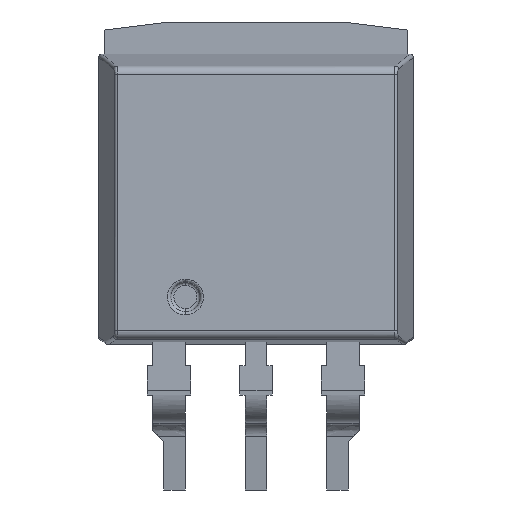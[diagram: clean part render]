
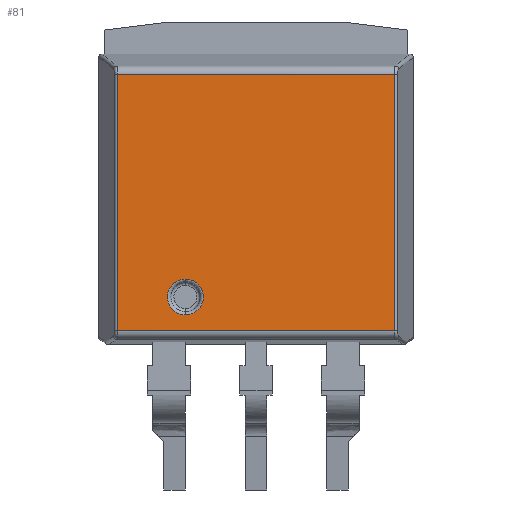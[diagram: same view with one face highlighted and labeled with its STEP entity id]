
A CAD part, top view. The second image highlights one B-rep face of the part: STEP entity #81.
In plain terms, the highlighted planar face has unit normal (0, 0.007, 1).
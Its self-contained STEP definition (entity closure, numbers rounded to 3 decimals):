
#68=FACE_BOUND('',#528,.T.);
#81=ADVANCED_FACE('',(#304,#68),#3524,.T.);
#304=FACE_OUTER_BOUND('',#527,.T.);
#527=EDGE_LOOP('',(#785,#786,#787,#788));
#528=EDGE_LOOP('',(#789,#790));
#785=ORIENTED_EDGE('',*,*,#1894,.F.);
#786=ORIENTED_EDGE('',*,*,#1893,.F.);
#787=ORIENTED_EDGE('',*,*,#1891,.T.);
#788=ORIENTED_EDGE('',*,*,#1892,.F.);
#789=ORIENTED_EDGE('',*,*,#2026,.F.);
#790=ORIENTED_EDGE('',*,*,#2021,.F.);
#1891=EDGE_CURVE('',#3020,#3019,#2537,.T.);
#1892=EDGE_CURVE('',#3021,#3019,#2538,.T.);
#1893=EDGE_CURVE('',#3020,#3022,#2539,.T.);
#1894=EDGE_CURVE('',#3022,#3021,#2540,.T.);
#2021=EDGE_CURVE('',#3083,#3088,#2519,.T.);
#2026=EDGE_CURVE('',#3088,#3083,#2524,.T.);
#2519=(
BOUNDED_CURVE()
B_SPLINE_CURVE(3,(#4834,#4835,#4836,#4837,#4838,#4839,#4840,#4841,#4842,
#4843,#4844,#4845,#4846),.UNSPECIFIED.,.F.,.F.)
B_SPLINE_CURVE_WITH_KNOTS((4,3,3,3,4),(0.,0.44,0.879,
1.319,1.759),.UNSPECIFIED.)
CURVE()
GEOMETRIC_REPRESENTATION_ITEM()
RATIONAL_B_SPLINE_CURVE((1.,1.,1.,1.,1.,1.,1.,1.,1.,1.,1.,
1.,1.))
REPRESENTATION_ITEM('')
);
#2524=(
BOUNDED_CURVE()
B_SPLINE_CURVE(3,(#4867,#4868,#4869,#4870,#4871,#4872,#4873,#4874,#4875,
#4876,#4877,#4878,#4879),.UNSPECIFIED.,.F.,.F.)
B_SPLINE_CURVE_WITH_KNOTS((4,3,3,3,4),(1.759,2.199,
2.638,3.078,3.518),.UNSPECIFIED.)
CURVE()
GEOMETRIC_REPRESENTATION_ITEM()
RATIONAL_B_SPLINE_CURVE((1.,1.,1.,1.,1.,1.,1.,1.,1.,1.,1.,1.,1.))
REPRESENTATION_ITEM('')
);
#2537=B_SPLINE_CURVE_WITH_KNOTS('',1,(#4446,#4447),.UNSPECIFIED.,.F.,.F.,
(2,2),(4.542,13.178),.UNSPECIFIED.);
#2538=B_SPLINE_CURVE_WITH_KNOTS('',1,(#4448,#4449),.UNSPECIFIED.,.F.,.F.,
(2,2),(0.,7.995),.UNSPECIFIED.);
#2539=B_SPLINE_CURVE_WITH_KNOTS('',1,(#4450,#4451),.UNSPECIFIED.,.F.,.F.,
(2,2),(0.,7.995),.UNSPECIFIED.);
#2540=B_SPLINE_CURVE_WITH_KNOTS('',1,(#4452,#4453),.UNSPECIFIED.,.F.,.F.,
(2,2),(4.542,13.178),.UNSPECIFIED.);
#3019=VERTEX_POINT('',#4348);
#3020=VERTEX_POINT('',#4349);
#3021=VERTEX_POINT('',#4350);
#3022=VERTEX_POINT('',#4351);
#3083=VERTEX_POINT('',#4412);
#3088=VERTEX_POINT('',#4417);
#3524=PLANE('',#3608);
#3608=AXIS2_PLACEMENT_3D('',#3758,#3675,$);
#3675=DIRECTION('',(0.,0.007,1.));
#3758=CARTESIAN_POINT('',(-8.86,3.398,4.16));
#4348=CARTESIAN_POINT('',(4.318,-4.597,4.215));
#4349=CARTESIAN_POINT('',(-4.318,-4.597,4.215));
#4350=CARTESIAN_POINT('',(4.318,3.398,4.16));
#4351=CARTESIAN_POINT('',(-4.318,3.398,4.16));
#4412=CARTESIAN_POINT('',(-2.201,-2.985,4.204));
#4417=CARTESIAN_POINT('',(-2.201,-4.105,4.212));
#4446=CARTESIAN_POINT('',(-4.318,-4.597,4.215));
#4447=CARTESIAN_POINT('',(4.318,-4.597,4.215));
#4448=CARTESIAN_POINT('',(4.318,3.398,4.16));
#4449=CARTESIAN_POINT('',(4.318,-4.597,4.215));
#4450=CARTESIAN_POINT('',(-4.318,-4.597,4.215));
#4451=CARTESIAN_POINT('',(-4.318,3.398,4.16));
#4452=CARTESIAN_POINT('',(-4.318,3.398,4.16));
#4453=CARTESIAN_POINT('',(4.318,3.398,4.16));
#4834=CARTESIAN_POINT('',(-2.201,-2.985,4.204));
#4835=CARTESIAN_POINT('',(-2.348,-2.984,4.204));
#4836=CARTESIAN_POINT('',(-2.494,-3.045,4.204));
#4837=CARTESIAN_POINT('',(-2.598,-3.149,4.205));
#4838=CARTESIAN_POINT('',(-2.701,-3.252,4.206));
#4839=CARTESIAN_POINT('',(-2.762,-3.398,4.207));
#4840=CARTESIAN_POINT('',(-2.762,-3.545,4.208));
#4841=CARTESIAN_POINT('',(-2.762,-3.691,4.209));
#4842=CARTESIAN_POINT('',(-2.701,-3.837,4.21));
#4843=CARTESIAN_POINT('',(-2.598,-3.941,4.211));
#4844=CARTESIAN_POINT('',(-2.494,-4.044,4.211));
#4845=CARTESIAN_POINT('',(-2.348,-4.105,4.212));
#4846=CARTESIAN_POINT('',(-2.201,-4.105,4.212));
#4867=CARTESIAN_POINT('',(-2.201,-4.105,4.212));
#4868=CARTESIAN_POINT('',(-2.055,-4.105,4.212));
#4869=CARTESIAN_POINT('',(-1.909,-4.044,4.211));
#4870=CARTESIAN_POINT('',(-1.805,-3.941,4.211));
#4871=CARTESIAN_POINT('',(-1.702,-3.837,4.21));
#4872=CARTESIAN_POINT('',(-1.641,-3.691,4.209));
#4873=CARTESIAN_POINT('',(-1.641,-3.545,4.208));
#4874=CARTESIAN_POINT('',(-1.641,-3.398,4.207));
#4875=CARTESIAN_POINT('',(-1.702,-3.252,4.206));
#4876=CARTESIAN_POINT('',(-1.805,-3.149,4.205));
#4877=CARTESIAN_POINT('',(-1.909,-3.045,4.204));
#4878=CARTESIAN_POINT('',(-2.055,-2.984,4.204));
#4879=CARTESIAN_POINT('',(-2.201,-2.985,4.204));
